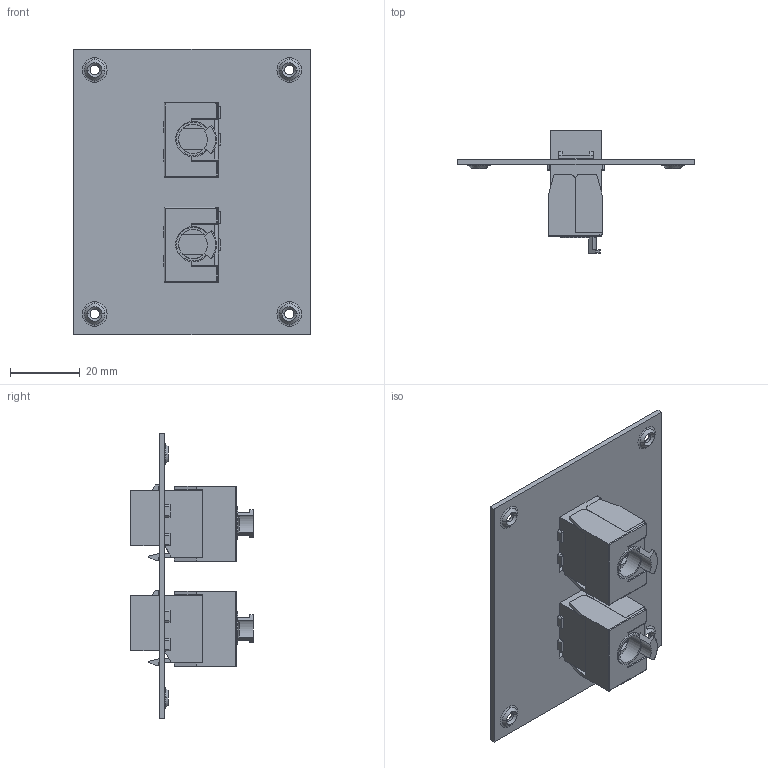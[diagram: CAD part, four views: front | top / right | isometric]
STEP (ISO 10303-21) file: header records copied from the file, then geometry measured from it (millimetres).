
FILE_DESCRIPTION (( 'STEP AP214' ), '1' );
FILE_NAME ('USP2MK-SC5E-POE.STEP', '2018-06-28T16:21:17', ( '' ), ( '' ), 'SwSTEP 2.0', 'SolidWorks 2017', '' );
FILE_SCHEMA (( 'AUTOMOTIVE_DESIGN' ));
Length unit declared in the file: inch
Products named in the file (7): QKDABLC-MA1; QKDABLC-MA4; QKDABLC-MA2; USP2MK-SC5E-POE; RJTLC5ES-POE; 1AR03-003; QKDABLC-MA3
Assembly tree (7 placements, depth 3):
  USP2MK-SC5E-POE
    1AR03-003
    RJTLC5ES-POE  x2
      QKDABLC-MA3
      QKDABLC-MA1
      QKDABLC-MA2
      QKDABLC-MA4
Bounding box: 68.07 x 35.23 x 82.04 mm (x, y, z)
Volume: 21192.6 mm3; surface area: 26126.5 mm2
Topology: 9 solids, 9 shells, 938 faces, 2614 edges, 1720 vertices
Faces by surface type: plane 596, cylinder 236, bspline 50, torus 30, cone 26
Entity records: 20491 total; most frequent: CARTESIAN_POINT 4617, ORIENTED_EDGE 2786, DIRECTION 2531, EDGE_CURVE 1393, VECTOR 975, LINE 975, VERTEX_POINT 916, AXIS2_PLACEMENT_3D 778
